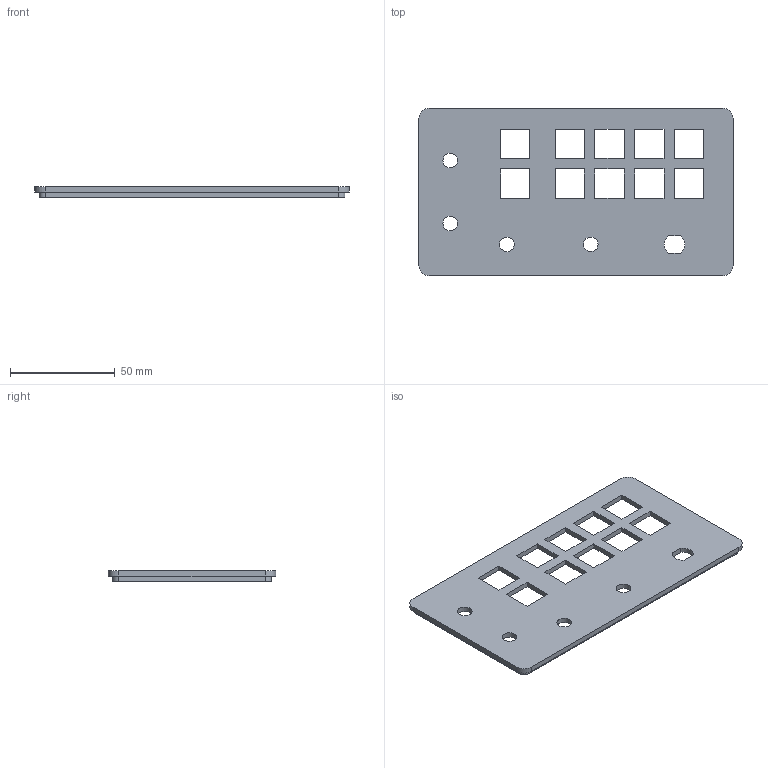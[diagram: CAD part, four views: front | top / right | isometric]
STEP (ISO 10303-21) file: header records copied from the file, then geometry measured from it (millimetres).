
FILE_DESCRIPTION(('FreeCAD Model'),'2;1');
FILE_NAME('Open CASCADE Shape Model','2024-10-18T16:33:10',(''),(''), 'Open CASCADE STEP processor 7.7','FreeCAD','Unknown');
FILE_SCHEMA(('AUTOMOTIVE_DESIGN { 1 0 10303 214 1 1 1 1 }'));
Length unit declared in the file: millimetre
Products named in the file (1): MainControl
Bounding box: 150 x 80 x 5 mm (x, y, z)
Volume: 26644.1 mm3; surface area: 24573.1 mm2
Topology: 1 solids, 1 shells, 76 faces, 216 edges, 144 vertices
Faces by surface type: plane 58, cylinder 18
Full cylindrical faces by diameter (mm): 7 x4
Entity records: 2538 total; most frequent: CARTESIAN_POINT 437, ORIENTED_EDGE 432, DIRECTION 406, EDGE_CURVE 216, LINE 180, VECTOR 180, VERTEX_POINT 144, AXIS2_PLACEMENT_3D 113
